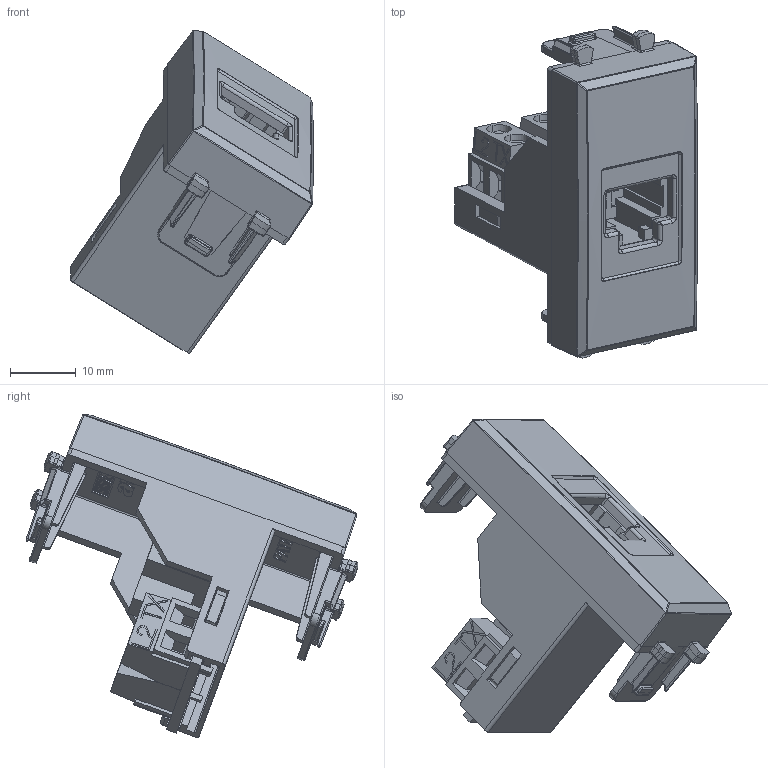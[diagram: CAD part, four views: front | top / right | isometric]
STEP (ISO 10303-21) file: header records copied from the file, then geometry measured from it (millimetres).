
FILE_DESCRIPTION(('CATIA V5 STEP Exchange'),'2;1');
FILE_NAME('443024.stp','2024-02-23T09:26:24+00:00',('none'),('none'),'CATIA Version 5-6 Release 2016 SP6','CATIA V5 STEP AP203','none');
FILE_SCHEMA(('CONFIG_CONTROL_DESIGN'));
Products named in the file (2): 44X024; YAS0293
Assembly tree (6 placements, depth 3):
  44X024
    #57
    YAS0293
      #47243
      #48815
      #55309
      #59790
Bounding box: 37.06 x 50.64 x 49.26 mm (x, y, z)
Volume: 9373.7 mm3; surface area: 12548.1 mm2
Topology: 16 solids, 16 shells, 1840 faces, 5033 edges, 3220 vertices
Faces by surface type: plane 1320, cylinder 316, bspline 86, sphere 48, cone 34, extrusion 26, torus 10
Entity records: 63680 total; most frequent: CARTESIAN_POINT 20254, ORIENTED_EDGE 9950, DIRECTION 7153, EDGE_CURVE 4975, VECTOR 3978, LINE 3952, VERTEX_POINT 3220, EDGE_LOOP 1935
